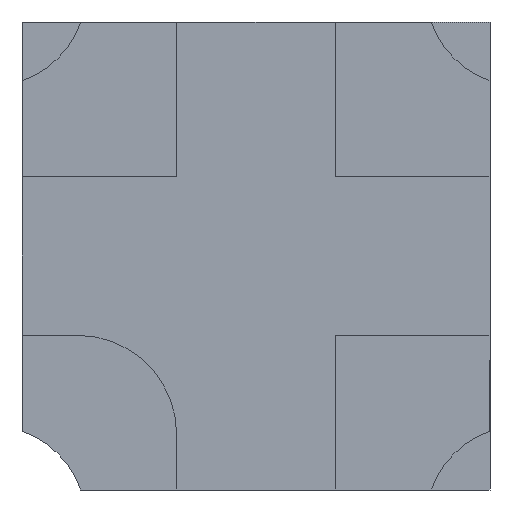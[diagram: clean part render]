
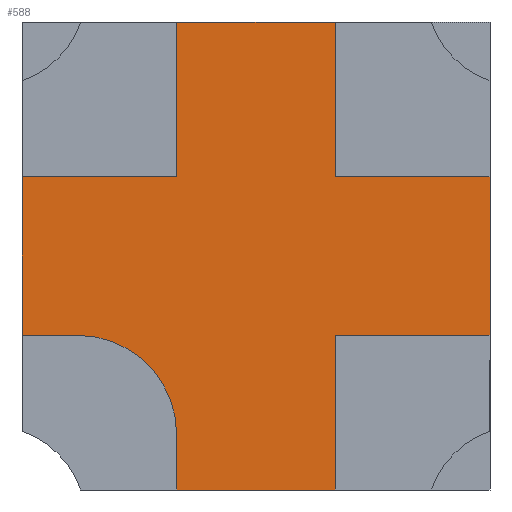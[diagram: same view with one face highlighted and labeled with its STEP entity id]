
A CAD part, front view. The second image highlights one B-rep face of the part: STEP entity #588.
In plain terms, the highlighted planar face has unit normal (0, -1, 0).
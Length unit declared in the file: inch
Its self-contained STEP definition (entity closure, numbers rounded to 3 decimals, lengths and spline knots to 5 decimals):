
#13 = AXIS2_PLACEMENT_3D ( 'NONE', #1516, #258, #452 ) ;
#14 = DIRECTION ( 'NONE',  ( 1., 0., 0. ) ) ;
#20 = EDGE_CURVE ( 'NONE', #828, #417, #822, .T. ) ;
#23 = DIRECTION ( 'NONE',  ( -1., 0., 0. ) ) ;
#27 = EDGE_CURVE ( 'NONE', #203, #812, #1579, .T. ) ;
#56 = EDGE_CURVE ( 'NONE', #1158, #812, #929, .T. ) ;
#59 = DIRECTION ( 'NONE',  ( 0., 0., 1. ) ) ;
#73 = VECTOR ( 'NONE', #375, 39.37008 ) ;
#81 = ORIENTED_EDGE ( 'NONE', *, *, #56, .T. ) ;
#101 = CARTESIAN_POINT ( 'NONE',  ( -0.045, 0., -0.045 ) ) ;
#105 = VECTOR ( 'NONE', #135, 39.37008 ) ;
#118 = EDGE_CURVE ( 'NONE', #626, #1044, #995, .T. ) ;
#120 = CARTESIAN_POINT ( 'NONE',  ( -0.0665, 0., 0.02 ) ) ;
#135 = DIRECTION ( 'NONE',  ( -1., 0., 0. ) ) ;
#171 = VERTEX_POINT ( 'NONE', #519 ) ;
#203 = VERTEX_POINT ( 'NONE', #1534 ) ;
#222 = ORIENTED_EDGE ( 'NONE', *, *, #1585, .F. ) ;
#245 = EDGE_CURVE ( 'NONE', #479, #1434, #1592, .T. ) ;
#253 = CARTESIAN_POINT ( 'NONE',  ( 0.059, 0., -0.04423 ) ) ;
#258 = DIRECTION ( 'NONE',  ( 0., 1., 0. ) ) ;
#273 = ORIENTED_EDGE ( 'NONE', *, *, #550, .F. ) ;
#279 = DIRECTION ( 'NONE',  ( 0., 0., 1. ) ) ;
#301 = LINE ( 'NONE', #612, #835 ) ;
#375 = DIRECTION ( 'NONE',  ( 0., 0., 1. ) ) ;
#398 = DIRECTION ( 'NONE',  ( 0., 0., -1. ) ) ;
#404 = EDGE_CURVE ( 'NONE', #1044, #1434, #615, .T. ) ;
#417 = VERTEX_POINT ( 'NONE', #1465 ) ;
#423 = VECTOR ( 'NONE', #398, 39.37008 ) ;
#429 = LINE ( 'NONE', #1536, #105 ) ;
#452 = DIRECTION ( 'NONE',  ( 0., 0., 1. ) ) ;
#465 = VECTOR ( 'NONE', #483, 39.37008 ) ;
#473 = CARTESIAN_POINT ( 'NONE',  ( -0.02, 0., -0.0665 ) ) ;
#479 = VERTEX_POINT ( 'NONE', #696 ) ;
#483 = DIRECTION ( 'NONE',  ( 0., 0., 1. ) ) ;
#500 = DIRECTION ( 'NONE',  ( 1., 0., 0. ) ) ;
#519 = CARTESIAN_POINT ( 'NONE',  ( 0.02, 0., -0.059 ) ) ;
#524 = CARTESIAN_POINT ( 'NONE',  ( 0.02, 0., -0.0665 ) ) ;
#526 = VECTOR ( 'NONE', #1275, 39.37008 ) ;
#536 = CARTESIAN_POINT ( 'NONE',  ( -0.04423, 0., 0.059 ) ) ;
#550 = EDGE_CURVE ( 'NONE', #417, #718, #570, .T. ) ;
#559 = EDGE_CURVE ( 'NONE', #626, #819, #301, .T. ) ;
#565 = ORIENTED_EDGE ( 'NONE', *, *, #559, .T. ) ;
#570 = CIRCLE ( 'NONE', #1053, 0.025 ) ;
#588 = ADVANCED_FACE ( 'NONE', ( #1601 ), #860, .F. ) ;
#600 = CARTESIAN_POINT ( 'NONE',  ( -0.02, 0., -0.059 ) ) ;
#602 = VECTOR ( 'NONE', #23, 39.37008 ) ;
#612 = CARTESIAN_POINT ( 'NONE',  ( -0.059, 0., -0.04423 ) ) ;
#615 = LINE ( 'NONE', #1222, #1090 ) ;
#626 = VERTEX_POINT ( 'NONE', #980 ) ;
#696 = CARTESIAN_POINT ( 'NONE',  ( 0.02, 0., 0.059 ) ) ;
#718 = VERTEX_POINT ( 'NONE', #1618 ) ;
#732 = DIRECTION ( 'NONE',  ( 0., -1., 0. ) ) ;
#769 = LINE ( 'NONE', #524, #423 ) ;
#774 = VECTOR ( 'NONE', #500, 39.37008 ) ;
#809 = LINE ( 'NONE', #1018, #774 ) ;
#812 = VERTEX_POINT ( 'NONE', #1647 ) ;
#819 = VERTEX_POINT ( 'NONE', #962 ) ;
#822 = LINE ( 'NONE', #473, #1400 ) ;
#828 = VERTEX_POINT ( 'NONE', #600 ) ;
#835 = VECTOR ( 'NONE', #853, 39.37008 ) ;
#853 = DIRECTION ( 'NONE',  ( 0., 0., -1. ) ) ;
#860 = PLANE ( 'NONE',  #13 ) ;
#900 = EDGE_CURVE ( 'NONE', #1158, #1091, #429, .T. ) ;
#929 = LINE ( 'NONE', #253, #73 ) ;
#933 = EDGE_CURVE ( 'NONE', #828, #171, #809, .T. ) ;
#940 = LINE ( 'NONE', #1311, #602 ) ;
#948 = ORIENTED_EDGE ( 'NONE', *, *, #118, .F. ) ;
#962 = CARTESIAN_POINT ( 'NONE',  ( -0.059, 0., -0.02 ) ) ;
#980 = CARTESIAN_POINT ( 'NONE',  ( -0.059, 0., 0.02 ) ) ;
#995 = LINE ( 'NONE', #120, #1596 ) ;
#1018 = CARTESIAN_POINT ( 'NONE',  ( -0.04423, 0., -0.059 ) ) ;
#1024 = ORIENTED_EDGE ( 'NONE', *, *, #900, .F. ) ;
#1044 = VERTEX_POINT ( 'NONE', #1117 ) ;
#1053 = AXIS2_PLACEMENT_3D ( 'NONE', #101, #732, #1641 ) ;
#1059 = CARTESIAN_POINT ( 'NONE',  ( 0.059, 0., -0.02 ) ) ;
#1090 = VECTOR ( 'NONE', #59, 39.37008 ) ;
#1091 = VERTEX_POINT ( 'NONE', #1127 ) ;
#1117 = CARTESIAN_POINT ( 'NONE',  ( -0.02, 0., 0.02 ) ) ;
#1127 = CARTESIAN_POINT ( 'NONE',  ( 0.02, 0., -0.02 ) ) ;
#1158 = VERTEX_POINT ( 'NONE', #1059 ) ;
#1203 = ORIENTED_EDGE ( 'NONE', *, *, #27, .F. ) ;
#1208 = ORIENTED_EDGE ( 'NONE', *, *, #1437, .F. ) ;
#1222 = CARTESIAN_POINT ( 'NONE',  ( -0.02, 0., -0.0665 ) ) ;
#1263 = CARTESIAN_POINT ( 'NONE',  ( -0.0665, 0., 0.02 ) ) ;
#1275 = DIRECTION ( 'NONE',  ( -1., 0., 0. ) ) ;
#1294 = VECTOR ( 'NONE', #14, 39.37008 ) ;
#1295 = CARTESIAN_POINT ( 'NONE',  ( 0.02, 0., -0.059 ) ) ;
#1300 = EDGE_CURVE ( 'NONE', #171, #1091, #1498, .T. ) ;
#1311 = CARTESIAN_POINT ( 'NONE',  ( -0.0665, 0., -0.02 ) ) ;
#1400 = VECTOR ( 'NONE', #279, 39.37008 ) ;
#1403 = ORIENTED_EDGE ( 'NONE', *, *, #404, .F. ) ;
#1419 = CARTESIAN_POINT ( 'NONE',  ( -0.02, 0., 0.059 ) ) ;
#1422 = ORIENTED_EDGE ( 'NONE', *, *, #1300, .T. ) ;
#1432 = DIRECTION ( 'NONE',  ( 1., 0., 0. ) ) ;
#1434 = VERTEX_POINT ( 'NONE', #1419 ) ;
#1437 = EDGE_CURVE ( 'NONE', #718, #819, #940, .T. ) ;
#1459 = EDGE_LOOP ( 'NONE', ( #1655, #1403, #948, #565, #1208, #273, #1575, #1599, #1422, #1024, #81, #1203, #222 ) ) ;
#1465 = CARTESIAN_POINT ( 'NONE',  ( -0.02, 0., -0.045 ) ) ;
#1498 = LINE ( 'NONE', #1295, #465 ) ;
#1516 = CARTESIAN_POINT ( 'NONE',  ( -0.0665, 0., -0.0665 ) ) ;
#1534 = CARTESIAN_POINT ( 'NONE',  ( 0.02, 0., 0.02 ) ) ;
#1536 = CARTESIAN_POINT ( 'NONE',  ( -0.0665, 0., -0.02 ) ) ;
#1575 = ORIENTED_EDGE ( 'NONE', *, *, #20, .F. ) ;
#1579 = LINE ( 'NONE', #1263, #1294 ) ;
#1585 = EDGE_CURVE ( 'NONE', #479, #203, #769, .T. ) ;
#1592 = LINE ( 'NONE', #536, #526 ) ;
#1596 = VECTOR ( 'NONE', #1432, 39.37008 ) ;
#1599 = ORIENTED_EDGE ( 'NONE', *, *, #933, .T. ) ;
#1601 = FACE_OUTER_BOUND ( 'NONE', #1459, .T. ) ;
#1618 = CARTESIAN_POINT ( 'NONE',  ( -0.045, 0., -0.02 ) ) ;
#1641 = DIRECTION ( 'NONE',  ( 0., 0., 1. ) ) ;
#1647 = CARTESIAN_POINT ( 'NONE',  ( 0.059, 0., 0.02 ) ) ;
#1655 = ORIENTED_EDGE ( 'NONE', *, *, #245, .T. ) ;
